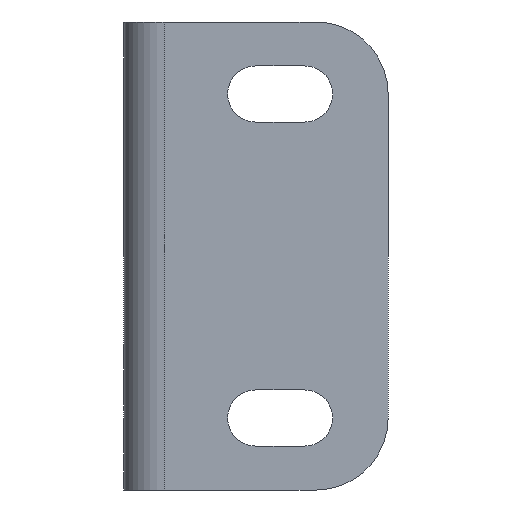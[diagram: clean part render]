
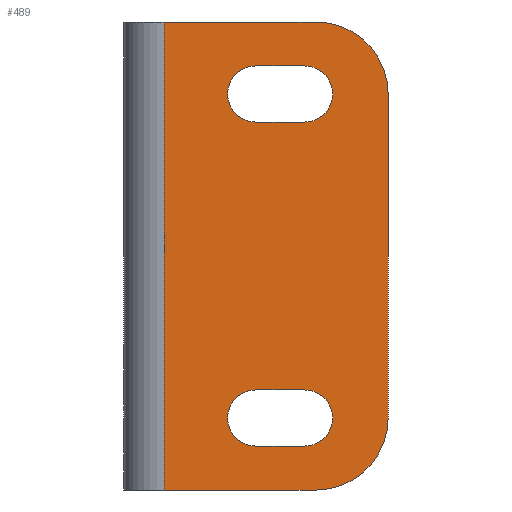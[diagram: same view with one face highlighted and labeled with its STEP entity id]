
A CAD part, front view. The second image highlights one B-rep face of the part: STEP entity #489.
In plain terms, the highlighted planar face has unit normal (0, -1, 0).
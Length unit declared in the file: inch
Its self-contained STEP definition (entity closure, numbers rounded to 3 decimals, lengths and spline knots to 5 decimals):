
#23=DIRECTION('',(1.,0.,0.));
#24=VECTOR('',#23,0.249);
#25=CARTESIAN_POINT('',(0.066,0.,0.));
#26=LINE('',#25,#24);
#31=CARTESIAN_POINT('',(0.315,0.,0.118));
#32=DIRECTION('',(0.,-1.,0.));
#33=DIRECTION('',(0.,0.,-1.));
#34=AXIS2_PLACEMENT_3D('',#31,#32,#33);
#45=DIRECTION('',(0.,0.,1.));
#46=VECTOR('',#45,0.767);
#47=CARTESIAN_POINT('',(0.066,0.,0.));
#48=LINE('',#47,#46);
#49=DIRECTION('',(-1.,0.,0.));
#50=VECTOR('',#49,0.08);
#51=CARTESIAN_POINT('',(0.296,0.,0.072));
#52=LINE('',#51,#50);
#53=CARTESIAN_POINT('',(0.296,0.,0.118));
#54=DIRECTION('',(0.,1.,0.));
#55=DIRECTION('',(0.,0.,1.));
#56=AXIS2_PLACEMENT_3D('',#53,#54,#55);
#58=DIRECTION('',(1.,0.,0.));
#59=VECTOR('',#58,0.08);
#60=CARTESIAN_POINT('',(0.216,0.,0.164));
#61=LINE('',#60,#59);
#62=CARTESIAN_POINT('',(0.216,0.,0.118));
#63=DIRECTION('',(0.,1.,0.));
#64=DIRECTION('',(0.,0.,-1.));
#65=AXIS2_PLACEMENT_3D('',#62,#63,#64);
#67=DIRECTION('',(-1.,0.,0.));
#68=VECTOR('',#67,0.08);
#69=CARTESIAN_POINT('',(0.296,0.,0.603));
#70=LINE('',#69,#68);
#71=CARTESIAN_POINT('',(0.296,0.,0.649));
#72=DIRECTION('',(0.,1.,0.));
#73=DIRECTION('',(0.,0.,1.));
#74=AXIS2_PLACEMENT_3D('',#71,#72,#73);
#76=DIRECTION('',(1.,0.,0.));
#77=VECTOR('',#76,0.08);
#78=CARTESIAN_POINT('',(0.216,0.,0.695));
#79=LINE('',#78,#77);
#80=CARTESIAN_POINT('',(0.216,0.,0.649));
#81=DIRECTION('',(0.,1.,0.));
#82=DIRECTION('',(0.,0.,-1.));
#83=AXIS2_PLACEMENT_3D('',#80,#81,#82);
#98=CARTESIAN_POINT('',(0.315,0.,0.649));
#99=DIRECTION('',(0.,-1.,0.));
#100=DIRECTION('',(1.,0.,0.));
#101=AXIS2_PLACEMENT_3D('',#98,#99,#100);
#116=DIRECTION('',(1.,0.,0.));
#117=VECTOR('',#116,0.249);
#118=CARTESIAN_POINT('',(0.066,0.,0.767));
#119=LINE('',#118,#117);
#265=DIRECTION('',(0.,0.,1.));
#266=VECTOR('',#265,0.531);
#267=CARTESIAN_POINT('',(0.433,0.,0.118));
#268=LINE('',#267,#266);
#322=CARTESIAN_POINT('',(0.066,0.,0.));
#324=VERTEX_POINT('',#322);
#330=CARTESIAN_POINT('',(0.066,0.,0.767));
#332=VERTEX_POINT('',#330);
#341=CARTESIAN_POINT('',(0.315,0.,0.767));
#343=VERTEX_POINT('',#341);
#347=CARTESIAN_POINT('',(0.433,0.,0.649));
#348=VERTEX_POINT('',#347);
#350=CARTESIAN_POINT('',(0.315,0.,0.));
#352=VERTEX_POINT('',#350);
#353=CARTESIAN_POINT('',(0.433,0.,0.118));
#354=VERTEX_POINT('',#353);
#381=CARTESIAN_POINT('',(0.296,0.,0.072));
#382=CARTESIAN_POINT('',(0.216,0.,0.072));
#383=VERTEX_POINT('',#381);
#384=VERTEX_POINT('',#382);
#385=CARTESIAN_POINT('',(0.216,0.,0.164));
#386=VERTEX_POINT('',#385);
#387=CARTESIAN_POINT('',(0.296,0.,0.164));
#388=VERTEX_POINT('',#387);
#389=CARTESIAN_POINT('',(0.296,0.,0.603));
#390=CARTESIAN_POINT('',(0.216,0.,0.603));
#391=VERTEX_POINT('',#389);
#392=VERTEX_POINT('',#390);
#393=CARTESIAN_POINT('',(0.216,0.,0.695));
#394=VERTEX_POINT('',#393);
#395=CARTESIAN_POINT('',(0.296,0.,0.695));
#396=VERTEX_POINT('',#395);
#452=CARTESIAN_POINT('',(0.066,0.,0.));
#453=DIRECTION('',(0.,-1.,0.));
#454=DIRECTION('',(1.,0.,0.));
#455=AXIS2_PLACEMENT_3D('',#452,#453,#454);
#456=PLANE('',#455);
#458=ORIENTED_EDGE('',*,*,#457,.F.);
#460=ORIENTED_EDGE('',*,*,#459,.F.);
#461=ORIENTED_EDGE('',*,*,#443,.F.);
#462=ORIENTED_EDGE('',*,*,#432,.F.);
#464=ORIENTED_EDGE('',*,*,#463,.T.);
#466=ORIENTED_EDGE('',*,*,#465,.T.);
#467=EDGE_LOOP('',(#458,#460,#461,#462,#464,#466));
#468=FACE_OUTER_BOUND('',#467,.F.);
#470=ORIENTED_EDGE('',*,*,#469,.F.);
#472=ORIENTED_EDGE('',*,*,#471,.F.);
#474=ORIENTED_EDGE('',*,*,#473,.F.);
#476=ORIENTED_EDGE('',*,*,#475,.F.);
#477=EDGE_LOOP('',(#470,#472,#474,#476));
#478=FACE_BOUND('',#477,.F.);
#480=ORIENTED_EDGE('',*,*,#479,.F.);
#482=ORIENTED_EDGE('',*,*,#481,.F.);
#484=ORIENTED_EDGE('',*,*,#483,.F.);
#486=ORIENTED_EDGE('',*,*,#485,.F.);
#487=EDGE_LOOP('',(#480,#482,#484,#486));
#488=FACE_BOUND('',#487,.F.);
#489=ADVANCED_FACE('',(#468,#478,#488),#456,.T.);
#35=CIRCLE('',#34,0.118);
#57=CIRCLE('',#56,0.046);
#66=CIRCLE('',#65,0.046);
#75=CIRCLE('',#74,0.046);
#84=CIRCLE('',#83,0.046);
#102=CIRCLE('',#101,0.118);
#432=EDGE_CURVE('',#324,#352,#26,.T.);
#443=EDGE_CURVE('',#352,#354,#35,.T.);
#457=EDGE_CURVE('',#348,#343,#102,.T.);
#459=EDGE_CURVE('',#354,#348,#268,.T.);
#463=EDGE_CURVE('',#324,#332,#48,.T.);
#465=EDGE_CURVE('',#332,#343,#119,.T.);
#469=EDGE_CURVE('',#383,#384,#52,.T.);
#471=EDGE_CURVE('',#388,#383,#57,.T.);
#473=EDGE_CURVE('',#386,#388,#61,.T.);
#475=EDGE_CURVE('',#384,#386,#66,.T.);
#479=EDGE_CURVE('',#391,#392,#70,.T.);
#481=EDGE_CURVE('',#396,#391,#75,.T.);
#483=EDGE_CURVE('',#394,#396,#79,.T.);
#485=EDGE_CURVE('',#392,#394,#84,.T.);
